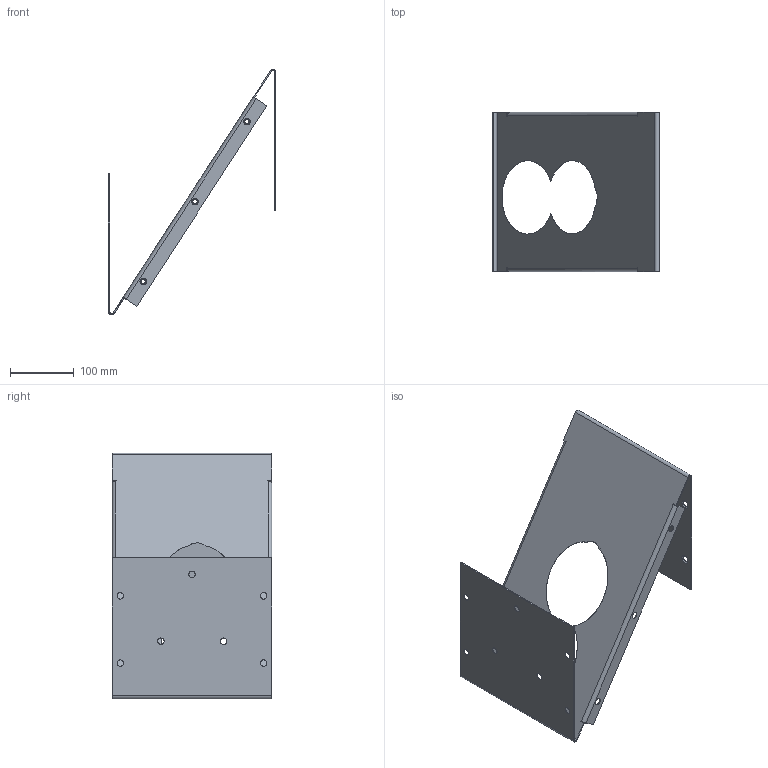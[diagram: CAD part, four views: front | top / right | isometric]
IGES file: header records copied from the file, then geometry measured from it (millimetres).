
Start section: SolidWorks IGES file using analytic representation for surfaces
Global section: file name: D1003301_AdLIGO_AOS_SR2 Scraper Baffle Skin-v3.IGS; native system: SolidWorks 2012; preprocessor: SolidWorks 2012; author: kbucklan; date: 120921.101735; units: inch
Bounding box: 262.21 x 250 x 384.8 mm (x, y, z)
Surface area: 436736.9 mm2 (no closed solid volume)
Topology: 0 solids, 0 shells, 98 faces, 2038 edges, 2038 vertices
Faces by surface type: bspline 50, revolution 48
